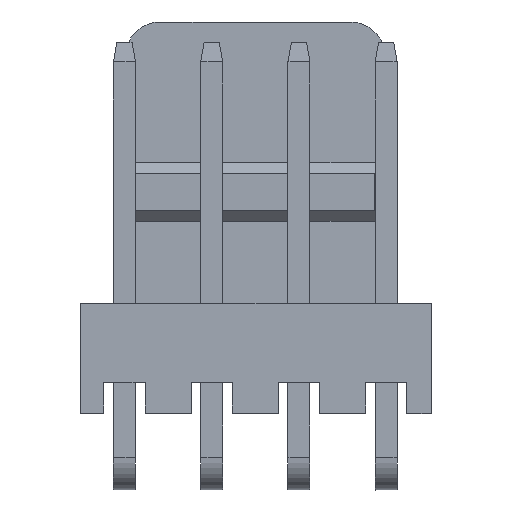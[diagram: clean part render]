
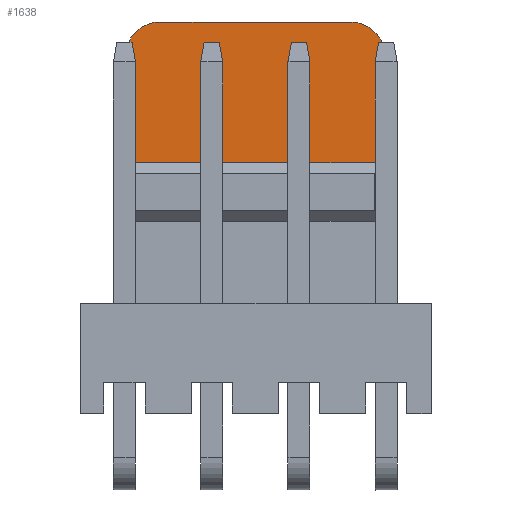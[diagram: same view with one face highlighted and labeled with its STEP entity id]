
A CAD part, top view. The second image highlights one B-rep face of the part: STEP entity #1638.
In plain terms, the highlighted planar face has unit normal (0, 0, 1).
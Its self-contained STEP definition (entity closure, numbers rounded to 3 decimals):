
#169 = DIRECTION ( 'NONE',  ( -1., 0., 0. ) ) ;
#172 = CARTESIAN_POINT ( 'NONE',  ( -9.538, -3.377, 0.86 ) ) ;
#173 = CARTESIAN_POINT ( 'NONE',  ( -8.538, 4.823, 0.86 ) ) ;
#174 = DIRECTION ( 'NONE',  ( 0., -1., 0. ) ) ;
#175 = CARTESIAN_POINT ( 'NONE',  ( -1.978, 3.823, 0.86 ) ) ;
#176 = DIRECTION ( 'NONE',  ( 0., 1., 0. ) ) ;
#177 = CARTESIAN_POINT ( 'NONE',  ( -8.538, 3.823, 0.86 ) ) ;
#178 = DIRECTION ( 'NONE',  ( 0., 0., -1. ) ) ;
#179 = DIRECTION ( 'NONE',  ( 1., 0., 0. ) ) ;
#182 = CARTESIAN_POINT ( 'NONE',  ( -2.978, 3.823, 0.86 ) ) ;
#183 = DIRECTION ( 'NONE',  ( 0., 0., -1. ) ) ;
#184 = DIRECTION ( 'NONE',  ( 1., 0., 0. ) ) ;
#185 = CARTESIAN_POINT ( 'NONE',  ( -9.538, 0.723, 0.86 ) ) ;
#186 = DIRECTION ( 'NONE',  ( -1., 0., 0. ) ) ;
#651 = CARTESIAN_POINT ( 'NONE',  ( -9.538, 3.823, 0.86 ) ) ;
#667 = CARTESIAN_POINT ( 'NONE',  ( -8.538, 4.823, 0.86 ) ) ;
#668 = CARTESIAN_POINT ( 'NONE',  ( -2.978, 4.823, 0.86 ) ) ;
#671 = CARTESIAN_POINT ( 'NONE',  ( -9.538, 0.723, 0.86 ) ) ;
#678 = CARTESIAN_POINT ( 'NONE',  ( -1.978, 3.823, 0.86 ) ) ;
#682 = CARTESIAN_POINT ( 'NONE',  ( -1.978, 0.723, 0.86 ) ) ;
#1559 = ORIENTED_EDGE ( 'NONE', *, *, #3066, .T. ) ;
#1561 = ORIENTED_EDGE ( 'NONE', *, *, #3067, .F. ) ;
#1563 = ORIENTED_EDGE ( 'NONE', *, *, #3068, .T. ) ;
#1564 = ORIENTED_EDGE ( 'NONE', *, *, #3069, .F. ) ;
#1567 = ORIENTED_EDGE ( 'NONE', *, *, #3070, .T. ) ;
#1568 = ORIENTED_EDGE ( 'NONE', *, *, #3071, .F. ) ;
#1638 = ADVANCED_FACE ( 'NONE', ( #2207 ), #3272, .F. ) ;
#1868 = VERTEX_POINT ( 'NONE', #651 ) ;
#1884 = VERTEX_POINT ( 'NONE', #667 ) ;
#1885 = VERTEX_POINT ( 'NONE', #668 ) ;
#1888 = VERTEX_POINT ( 'NONE', #671 ) ;
#1895 = VERTEX_POINT ( 'NONE', #678 ) ;
#1899 = VERTEX_POINT ( 'NONE', #682 ) ;
#2150 = EDGE_LOOP ( 'NONE', ( #1568, #1567, #1564, #1563, #1561, #1559 ) ) ;
#2207 = FACE_OUTER_BOUND ( 'NONE', #2150, .T. ) ;
#2370 = AXIS2_PLACEMENT_3D ( 'NONE', #177, #178, #179 ) ;
#2371 = AXIS2_PLACEMENT_3D ( 'NONE', #182, #183, #184 ) ;
#2921 = AXIS2_PLACEMENT_3D ( 'NONE', #3279, #3270, #3269 ) ;
#3066 = EDGE_CURVE ( 'NONE', #1868, #1888, #3909, .T. ) ;
#3067 = EDGE_CURVE ( 'NONE', #1868, #1884, #3907, .T. ) ;
#3068 = EDGE_CURVE ( 'NONE', #1885, #1884, #3913, .T. ) ;
#3069 = EDGE_CURVE ( 'NONE', #1885, #1895, #3914, .T. ) ;
#3070 = EDGE_CURVE ( 'NONE', #1899, #1895, #3916, .T. ) ;
#3071 = EDGE_CURVE ( 'NONE', #1899, #1888, #3917, .T. ) ;
#3269 = DIRECTION ( 'NONE',  ( -1., 0., 0. ) ) ;
#3270 = DIRECTION ( 'NONE',  ( 0., 0., -1. ) ) ;
#3272 = PLANE ( 'NONE',  #2921 ) ;
#3279 = CARTESIAN_POINT ( 'NONE',  ( -9.538, 0.723, 0.86 ) ) ;
#3907 = CIRCLE ( 'NONE', #2370, 1. ) ;
#3909 = LINE ( 'NONE', #172, #3912 ) ;
#3912 = VECTOR ( 'NONE', #174, 1000. ) ;
#3913 = LINE ( 'NONE', #173, #3915 ) ;
#3914 = CIRCLE ( 'NONE', #2371, 1. ) ;
#3915 = VECTOR ( 'NONE', #169, 1000. ) ;
#3916 = LINE ( 'NONE', #175, #3918 ) ;
#3917 = LINE ( 'NONE', #185, #3920 ) ;
#3918 = VECTOR ( 'NONE', #176, 1000. ) ;
#3920 = VECTOR ( 'NONE', #186, 1000. ) ;
